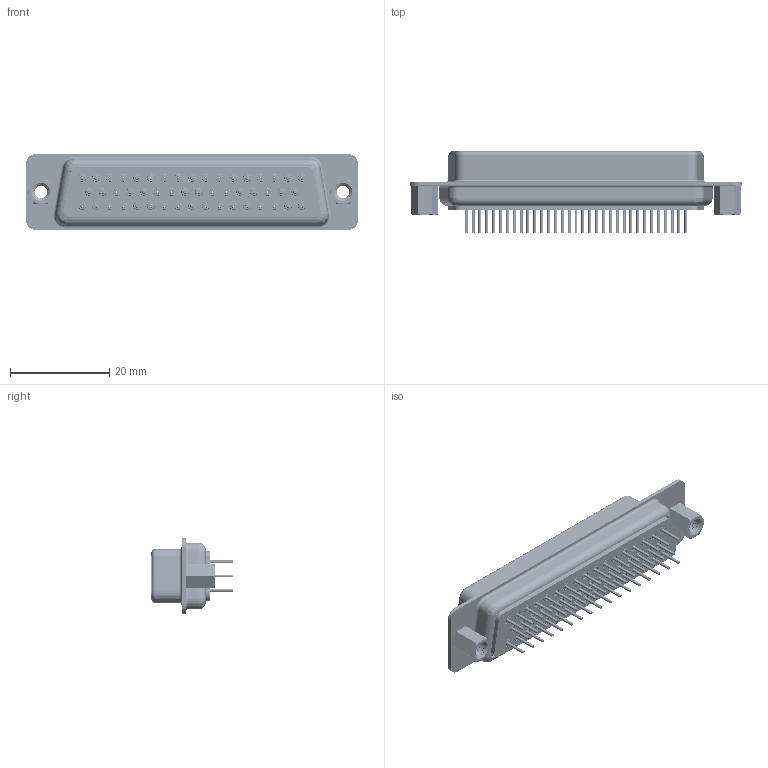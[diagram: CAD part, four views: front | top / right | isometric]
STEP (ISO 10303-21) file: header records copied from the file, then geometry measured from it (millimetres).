
FILE_DESCRIPTION((''),'2;1');
FILE_NAME('ASM0001_ASM','2018-10-24T',('admin'),(''),'PRO/ENGINEER BY PARAMETRIC TECHNOLOGY CORPORATION, 2009280','PRO/ENGINEER BY PARAMETRIC TECHNOLOGY CORPORATION, 2009280','');
FILE_SCHEMA(('CONFIG_CONTROL_DESIGN'));
Length unit declared in the file: millimetre
Products named in the file (7): HOUSINGZHU; FAMELA-CONTACT; HOUSINGHOU; 50FEMALE-FRONTSHELL; 50FEMALE-BACKSHELL; NUT; ASM0001_ASM
Assembly tree (56 placements, depth 2):
  ASM0001_ASM
    HOUSINGZHU
    FAMELA-CONTACT  x50
    HOUSINGHOU
    50FEMALE-FRONTSHELL
    50FEMALE-BACKSHELL
    NUT  x2
Bounding box: 67 x 16.4 x 15.35 mm (x, y, z)
Volume: 6166.6 mm3; surface area: 16668.9 mm2
Topology: 56 solids, 56 shells, 3835 faces, 9960 edges, 6542 vertices
Faces by surface type: cylinder 1488, plane 1241, cone 504, torus 374, extrusion 200, bspline 28
Entity records: 30852 total; most frequent: CARTESIAN_POINT 8367, DIRECTION 5024, ORIENTED_EDGE 4298, EDGE_CURVE 2149, AXIS2_PLACEMENT_3D 2102, VERTEX_POINT 1371, EDGE_LOOP 1220, CIRCLE 1164
